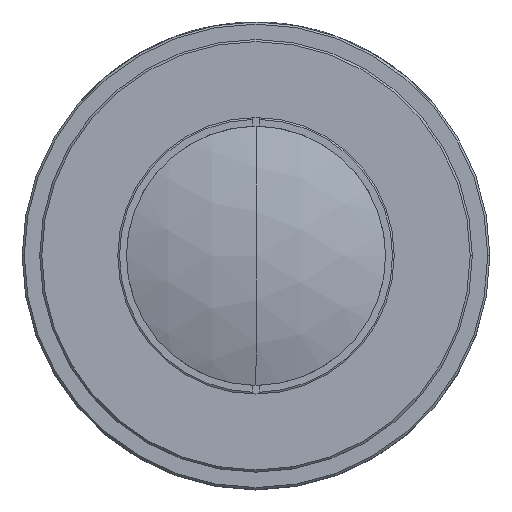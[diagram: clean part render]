
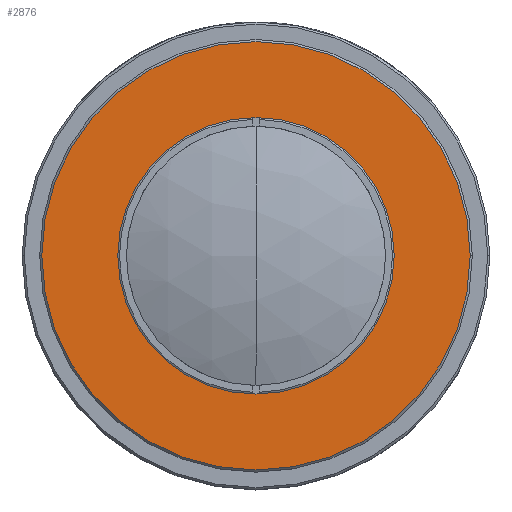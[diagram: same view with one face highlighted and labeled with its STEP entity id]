
A CAD part, top view. The second image highlights one B-rep face of the part: STEP entity #2876.
In plain terms, the highlighted planar face has unit normal (0, 0, 1).
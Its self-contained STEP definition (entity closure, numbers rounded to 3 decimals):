
#564 = ORIENTED_EDGE ( 'NONE', *, *, #13671, .T. ) ;
#1610 = DIRECTION ( 'NONE',  ( 1., 0., 0. ) ) ;
#1611 = ORIENTED_EDGE ( 'NONE', *, *, #4333, .F. ) ;
#2215 = CIRCLE ( 'NONE', #5327, 16.514 ) ;
#2231 = FACE_BOUND ( 'NONE', #15877, .T. ) ;
#2769 = CARTESIAN_POINT ( 'NONE',  ( 0., 25.845, 14. ) ) ;
#2876 = ADVANCED_FACE ( 'NONE', ( #8664, #2231 ), #4122, .F. ) ;
#3588 = CIRCLE ( 'NONE', #10237, 25.591 ) ;
#3943 = CARTESIAN_POINT ( 'NONE',  ( -16.514, 0., 14. ) ) ;
#4018 = ORIENTED_EDGE ( 'NONE', *, *, #7874, .F. ) ;
#4122 = PLANE ( 'NONE',  #18585 ) ;
#4333 = EDGE_CURVE ( 'NONE', #7926, #8775, #2215, .T. ) ;
#4398 = DIRECTION ( 'NONE',  ( -1., 0., 0. ) ) ;
#4533 = CARTESIAN_POINT ( 'NONE',  ( -25.591, 0., 14. ) ) ;
#4637 = CARTESIAN_POINT ( 'NONE',  ( 0., 0., 14. ) ) ;
#5135 = EDGE_LOOP ( 'NONE', ( #15363, #564 ) ) ;
#5142 = EDGE_CURVE ( 'NONE', #10400, #6995, #3588, .T. ) ;
#5169 = DIRECTION ( 'NONE',  ( 0., 0., 1. ) ) ;
#5327 = AXIS2_PLACEMENT_3D ( 'NONE', #4637, #7519, #1610 ) ;
#5716 = DIRECTION ( 'NONE',  ( -1., 0., 0. ) ) ;
#5989 = CARTESIAN_POINT ( 'NONE',  ( 0., 0., 14. ) ) ;
#6995 = VERTEX_POINT ( 'NONE', #13466 ) ;
#7519 = DIRECTION ( 'NONE',  ( 0., 0., 1. ) ) ;
#7874 = EDGE_CURVE ( 'NONE', #8775, #7926, #16293, .T. ) ;
#7926 = VERTEX_POINT ( 'NONE', #3943 ) ;
#8664 = FACE_OUTER_BOUND ( 'NONE', #5135, .T. ) ;
#8775 = VERTEX_POINT ( 'NONE', #14825 ) ;
#8936 = DIRECTION ( 'NONE',  ( 0., 0., 1. ) ) ;
#9213 = DIRECTION ( 'NONE',  ( -1., 0., 0. ) ) ;
#10068 = DIRECTION ( 'NONE',  ( 0., 0., -1. ) ) ;
#10237 = AXIS2_PLACEMENT_3D ( 'NONE', #10501, #15010, #9213 ) ;
#10400 = VERTEX_POINT ( 'NONE', #4533 ) ;
#10501 = CARTESIAN_POINT ( 'NONE',  ( 0., 0., 14. ) ) ;
#11066 = CARTESIAN_POINT ( 'NONE',  ( 0., 0., 14. ) ) ;
#12775 = CIRCLE ( 'NONE', #14593, 25.591 ) ;
#13466 = CARTESIAN_POINT ( 'NONE',  ( 25.591, 0., 14. ) ) ;
#13671 = EDGE_CURVE ( 'NONE', #6995, #10400, #12775, .T. ) ;
#14132 = DIRECTION ( 'NONE',  ( 1., 0., 0. ) ) ;
#14593 = AXIS2_PLACEMENT_3D ( 'NONE', #5989, #8936, #4398 ) ;
#14825 = CARTESIAN_POINT ( 'NONE',  ( 16.514, 0., 14. ) ) ;
#15010 = DIRECTION ( 'NONE',  ( 0., 0., 1. ) ) ;
#15363 = ORIENTED_EDGE ( 'NONE', *, *, #5142, .T. ) ;
#15877 = EDGE_LOOP ( 'NONE', ( #4018, #1611 ) ) ;
#16293 = CIRCLE ( 'NONE', #16753, 16.514 ) ;
#16753 = AXIS2_PLACEMENT_3D ( 'NONE', #11066, #5169, #14132 ) ;
#18585 = AXIS2_PLACEMENT_3D ( 'NONE', #2769, #10068, #5716 ) ;
